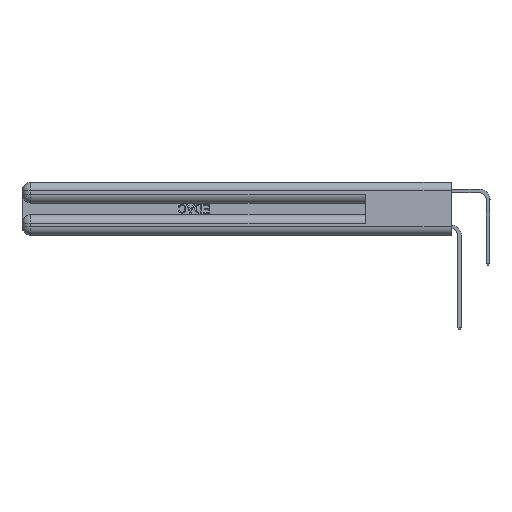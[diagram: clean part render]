
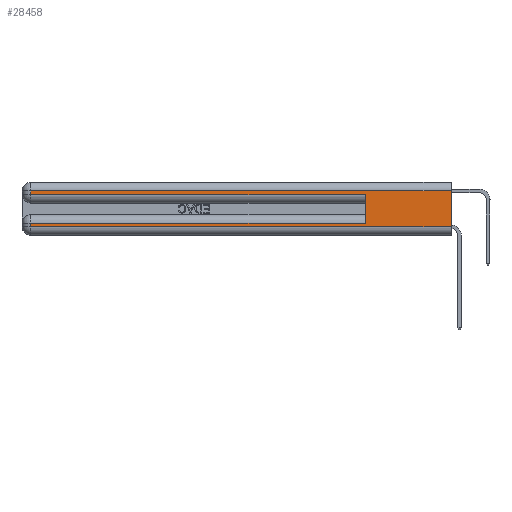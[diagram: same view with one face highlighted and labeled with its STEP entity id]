
A CAD part, left-side view. The second image highlights one B-rep face of the part: STEP entity #28458.
In plain terms, the highlighted planar face has unit normal (-1, 0, 0).
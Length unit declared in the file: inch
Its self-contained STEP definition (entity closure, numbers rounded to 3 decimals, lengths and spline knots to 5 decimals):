
#765 = ORIENTED_EDGE ( 'NONE', *, *, #2597, .T. ) ;
#1308 = DIRECTION ( 'NONE',  ( 0., 0., -1. ) ) ;
#1559 = AXIS2_PLACEMENT_3D ( 'NONE', #30503, #5252, #2851 ) ;
#2126 = ORIENTED_EDGE ( 'NONE', *, *, #17200, .T. ) ;
#2597 = EDGE_CURVE ( 'NONE', #29883, #24129, #32233, .T. ) ;
#2851 = DIRECTION ( 'NONE',  ( 0., 0., -1. ) ) ;
#3049 = LINE ( 'NONE', #18183, #27337 ) ;
#3088 = DIRECTION ( 'NONE',  ( 0., -1., 0. ) ) ;
#3109 = CARTESIAN_POINT ( 'NONE',  ( 0., 0., 0.31 ) ) ;
#3511 = LINE ( 'NONE', #29839, #36174 ) ;
#3871 = CARTESIAN_POINT ( 'NONE',  ( 0., 0., 0.06 ) ) ;
#3921 = VECTOR ( 'NONE', #17052, 39.37008 ) ;
#3973 = EDGE_CURVE ( 'NONE', #24129, #10835, #3511, .T. ) ;
#4248 = CARTESIAN_POINT ( 'NONE',  ( 0., 2.94, 0.285 ) ) ;
#4367 = VECTOR ( 'NONE', #6468, 39.37008 ) ;
#5252 = DIRECTION ( 'NONE',  ( 1., 0., 0. ) ) ;
#6468 = DIRECTION ( 'NONE',  ( 0., -1., 0. ) ) ;
#6513 = VERTEX_POINT ( 'NONE', #18127 ) ;
#7458 = VECTOR ( 'NONE', #3088, 39.37008 ) ;
#7644 = DIRECTION ( 'NONE',  ( 0., 1., 0. ) ) ;
#8656 = VERTEX_POINT ( 'NONE', #28390 ) ;
#10456 = VERTEX_POINT ( 'NONE', #21788 ) ;
#10835 = VERTEX_POINT ( 'NONE', #27328 ) ;
#11807 = LINE ( 'NONE', #3871, #4367 ) ;
#11932 = ORIENTED_EDGE ( 'NONE', *, *, #12301, .F. ) ;
#12301 = EDGE_CURVE ( 'NONE', #8656, #17562, #3049, .T. ) ;
#13246 = EDGE_CURVE ( 'NONE', #10835, #17562, #11807, .T. ) ;
#13528 = LINE ( 'NONE', #25441, #35167 ) ;
#14839 = ORIENTED_EDGE ( 'NONE', *, *, #22807, .T. ) ;
#16638 = LINE ( 'NONE', #30958, #33010 ) ;
#17052 = DIRECTION ( 'NONE',  ( 0., 1., 0. ) ) ;
#17200 = EDGE_CURVE ( 'NONE', #18403, #6513, #33938, .T. ) ;
#17562 = VERTEX_POINT ( 'NONE', #25514 ) ;
#17669 = CARTESIAN_POINT ( 'NONE',  ( 0., 0.6, 0.085 ) ) ;
#18127 = CARTESIAN_POINT ( 'NONE',  ( 0., 0.6, 0.285 ) ) ;
#18183 = CARTESIAN_POINT ( 'NONE',  ( 0., 0., 0.37 ) ) ;
#18403 = VERTEX_POINT ( 'NONE', #4248 ) ;
#19214 = CARTESIAN_POINT ( 'NONE',  ( 0., 0., 0.085 ) ) ;
#20185 = FACE_OUTER_BOUND ( 'NONE', #36343, .T. ) ;
#21788 = CARTESIAN_POINT ( 'NONE',  ( 0., 2.94, 0.31 ) ) ;
#22807 = EDGE_CURVE ( 'NONE', #10456, #18403, #13528, .T. ) ;
#22898 = ORIENTED_EDGE ( 'NONE', *, *, #3973, .T. ) ;
#24129 = VERTEX_POINT ( 'NONE', #24215 ) ;
#24215 = CARTESIAN_POINT ( 'NONE',  ( 0., 2.94, 0.085 ) ) ;
#24708 = VECTOR ( 'NONE', #7644, 39.37008 ) ;
#25441 = CARTESIAN_POINT ( 'NONE',  ( 0., 2.94, 0.37 ) ) ;
#25514 = CARTESIAN_POINT ( 'NONE',  ( 0., 0., 0.06 ) ) ;
#26593 = ORIENTED_EDGE ( 'NONE', *, *, #33466, .F. ) ;
#27328 = CARTESIAN_POINT ( 'NONE',  ( 0., 2.94, 0.06 ) ) ;
#27337 = VECTOR ( 'NONE', #1308, 39.37008 ) ;
#27652 = PLANE ( 'NONE',  #1559 ) ;
#28390 = CARTESIAN_POINT ( 'NONE',  ( 0., 0., 0.31 ) ) ;
#28458 = ADVANCED_FACE ( 'NONE', ( #20185 ), #27652, .F. ) ;
#28643 = CARTESIAN_POINT ( 'NONE',  ( 0., 0., 0.285 ) ) ;
#28889 = ORIENTED_EDGE ( 'NONE', *, *, #33001, .T. ) ;
#29839 = CARTESIAN_POINT ( 'NONE',  ( 0., 2.94, 0.37 ) ) ;
#29883 = VERTEX_POINT ( 'NONE', #17669 ) ;
#30503 = CARTESIAN_POINT ( 'NONE',  ( 0., 0., 0.37 ) ) ;
#30958 = CARTESIAN_POINT ( 'NONE',  ( 0., 0.6, 0.145 ) ) ;
#31130 = DIRECTION ( 'NONE',  ( 0., 0., -1. ) ) ;
#31685 = DIRECTION ( 'NONE',  ( 0., 0., 1. ) ) ;
#32233 = LINE ( 'NONE', #19214, #24708 ) ;
#33001 = EDGE_CURVE ( 'NONE', #8656, #10456, #33915, .T. ) ;
#33010 = VECTOR ( 'NONE', #31685, 39.37008 ) ;
#33466 = EDGE_CURVE ( 'NONE', #29883, #6513, #16638, .T. ) ;
#33915 = LINE ( 'NONE', #3109, #3921 ) ;
#33938 = LINE ( 'NONE', #28643, #7458 ) ;
#35167 = VECTOR ( 'NONE', #31130, 39.37008 ) ;
#35495 = DIRECTION ( 'NONE',  ( 0., 0., -1. ) ) ;
#36043 = ORIENTED_EDGE ( 'NONE', *, *, #13246, .T. ) ;
#36174 = VECTOR ( 'NONE', #35495, 39.37008 ) ;
#36343 = EDGE_LOOP ( 'NONE', ( #11932, #28889, #14839, #2126, #26593, #765, #22898, #36043 ) ) ;
